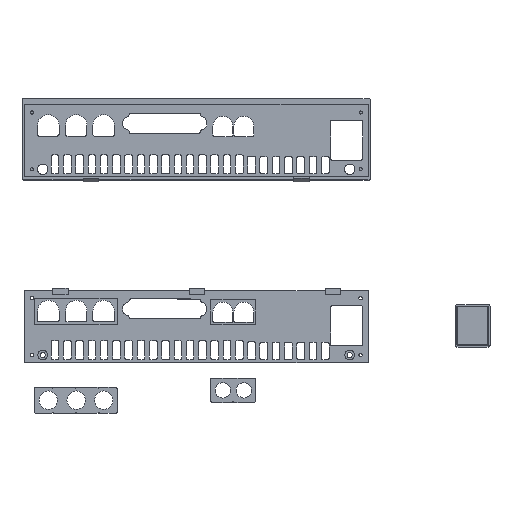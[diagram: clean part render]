
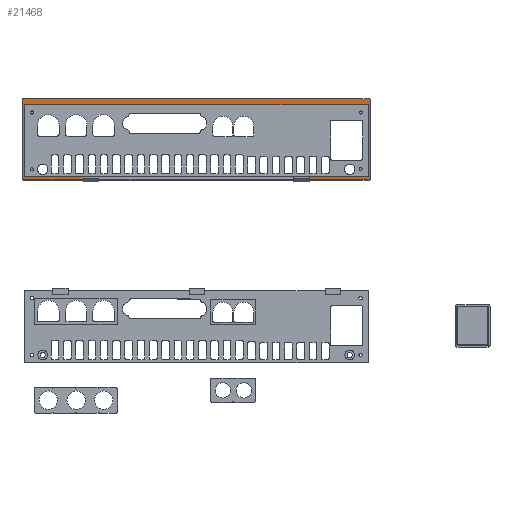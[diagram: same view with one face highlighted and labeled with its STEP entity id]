
A CAD part, top view. The second image highlights one B-rep face of the part: STEP entity #21468.
In plain terms, the highlighted planar face has unit normal (0, 0, 1).
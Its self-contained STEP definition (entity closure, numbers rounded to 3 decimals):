
#21329=CARTESIAN_POINT('',(238.,121.,2.));
#21330=DIRECTION('',(0.,0.,1.));
#21331=DIRECTION('',(1.,0.,0.));
#21332=AXIS2_PLACEMENT_3D('',#21329,#21330,#21331);
#21333=PLANE('',#21332);
#21334=CARTESIAN_POINT('',(465.,173.,2.));
#21335=VERTEX_POINT('',#21334);
#21336=CARTESIAN_POINT('',(464.,174.,2.));
#21337=VERTEX_POINT('',#21336);
#21338=CARTESIAN_POINT('',(464.,173.,2.));
#21339=DIRECTION('',(-0.,-0.,1.));
#21340=DIRECTION('',(-1.,0.,0.));
#21341=AXIS2_PLACEMENT_3D('',#21338,#21339,#21340);
#21342=CIRCLE('',#21341,1.);
#21343=EDGE_CURVE('',#21335,#21337,#21342,.T.);
#21344=ORIENTED_EDGE('',*,*,#21343,.T.);
#21345=CARTESIAN_POINT('',(239.,174.,2.));
#21346=VERTEX_POINT('',#21345);
#21347=CARTESIAN_POINT('',(239.,174.,2.));
#21348=DIRECTION('',(1.,0.,-0.));
#21349=VECTOR('',#21348,225.);
#21350=LINE('',#21347,#21349);
#21351=EDGE_CURVE('',#21346,#21337,#21350,.T.);
#21352=ORIENTED_EDGE('',*,*,#21351,.F.);
#21353=CARTESIAN_POINT('',(238.,173.,2.));
#21354=VERTEX_POINT('',#21353);
#21355=CARTESIAN_POINT('',(239.,173.,2.));
#21356=DIRECTION('',(-0.,-0.,1.));
#21357=DIRECTION('',(-1.,0.,0.));
#21358=AXIS2_PLACEMENT_3D('',#21355,#21356,#21357);
#21359=CIRCLE('',#21358,1.);
#21360=EDGE_CURVE('',#21346,#21354,#21359,.T.);
#21361=ORIENTED_EDGE('',*,*,#21360,.T.);
#21362=CARTESIAN_POINT('',(238.,122.,2.));
#21363=VERTEX_POINT('',#21362);
#21364=CARTESIAN_POINT('',(238.,122.,2.));
#21365=DIRECTION('',(0.,1.,0.));
#21366=VECTOR('',#21365,51.);
#21367=LINE('',#21364,#21366);
#21368=EDGE_CURVE('',#21363,#21354,#21367,.T.);
#21369=ORIENTED_EDGE('',*,*,#21368,.F.);
#21370=CARTESIAN_POINT('',(239.,121.,2.));
#21371=VERTEX_POINT('',#21370);
#21372=CARTESIAN_POINT('',(239.,122.,2.));
#21373=DIRECTION('',(-0.,-0.,1.));
#21374=DIRECTION('',(-1.,0.,0.));
#21375=AXIS2_PLACEMENT_3D('',#21372,#21373,#21374);
#21376=CIRCLE('',#21375,1.);
#21377=EDGE_CURVE('',#21363,#21371,#21376,.T.);
#21378=ORIENTED_EDGE('',*,*,#21377,.T.);
#21379=CARTESIAN_POINT('',(278.043,121.,2.));
#21380=VERTEX_POINT('',#21379);
#21381=CARTESIAN_POINT('',(278.043,121.,2.));
#21382=DIRECTION('',(-1.,-0.,0.));
#21383=VECTOR('',#21382,39.043);
#21384=LINE('',#21381,#21383);
#21385=EDGE_CURVE('',#21380,#21371,#21384,.T.);
#21386=ORIENTED_EDGE('',*,*,#21385,.F.);
#21387=CARTESIAN_POINT('',(278.043,122.965,2.));
#21388=VERTEX_POINT('',#21387);
#21389=CARTESIAN_POINT('',(278.043,122.965,2.));
#21390=DIRECTION('',(-0.,-1.,-0.));
#21391=VECTOR('',#21390,1.965);
#21392=LINE('',#21389,#21391);
#21393=EDGE_CURVE('',#21388,#21380,#21392,.T.);
#21394=ORIENTED_EDGE('',*,*,#21393,.F.);
#21395=CARTESIAN_POINT('',(239.5,122.965,2.));
#21396=VERTEX_POINT('',#21395);
#21397=CARTESIAN_POINT('',(278.043,122.965,2.));
#21398=DIRECTION('',(-1.,-0.,0.));
#21399=VECTOR('',#21398,38.543);
#21400=LINE('',#21397,#21399);
#21401=EDGE_CURVE('',#21388,#21396,#21400,.T.);
#21402=ORIENTED_EDGE('',*,*,#21401,.T.);
#21403=CARTESIAN_POINT('',(239.5,169.965,2.));
#21404=VERTEX_POINT('',#21403);
#21405=CARTESIAN_POINT('',(239.5,122.965,2.));
#21406=DIRECTION('',(0.,1.,0.));
#21407=VECTOR('',#21406,47.);
#21408=LINE('',#21405,#21407);
#21409=EDGE_CURVE('',#21396,#21404,#21408,.T.);
#21410=ORIENTED_EDGE('',*,*,#21409,.T.);
#21411=CARTESIAN_POINT('',(463.5,169.965,2.));
#21412=VERTEX_POINT('',#21411);
#21413=CARTESIAN_POINT('',(239.5,169.965,2.));
#21414=DIRECTION('',(1.,0.,-0.));
#21415=VECTOR('',#21414,224.);
#21416=LINE('',#21413,#21415);
#21417=EDGE_CURVE('',#21404,#21412,#21416,.T.);
#21418=ORIENTED_EDGE('',*,*,#21417,.T.);
#21419=CARTESIAN_POINT('',(463.5,122.965,2.));
#21420=VERTEX_POINT('',#21419);
#21421=CARTESIAN_POINT('',(463.5,169.965,2.));
#21422=DIRECTION('',(-0.,-1.,-0.));
#21423=VECTOR('',#21422,47.);
#21424=LINE('',#21421,#21423);
#21425=EDGE_CURVE('',#21412,#21420,#21424,.T.);
#21426=ORIENTED_EDGE('',*,*,#21425,.T.);
#21427=CARTESIAN_POINT('',(425.041,122.965,2.));
#21428=VERTEX_POINT('',#21427);
#21429=CARTESIAN_POINT('',(463.5,122.965,2.));
#21430=DIRECTION('',(-1.,-0.,0.));
#21431=VECTOR('',#21430,38.459);
#21432=LINE('',#21429,#21431);
#21433=EDGE_CURVE('',#21420,#21428,#21432,.T.);
#21434=ORIENTED_EDGE('',*,*,#21433,.T.);
#21435=CARTESIAN_POINT('',(425.041,121.,2.));
#21436=VERTEX_POINT('',#21435);
#21437=CARTESIAN_POINT('',(425.041,121.,2.));
#21438=DIRECTION('',(0.,1.,0.));
#21439=VECTOR('',#21438,1.965);
#21440=LINE('',#21437,#21439);
#21441=EDGE_CURVE('',#21436,#21428,#21440,.T.);
#21442=ORIENTED_EDGE('',*,*,#21441,.F.);
#21443=CARTESIAN_POINT('',(464.,121.,2.));
#21444=VERTEX_POINT('',#21443);
#21445=CARTESIAN_POINT('',(464.,121.,2.));
#21446=DIRECTION('',(-1.,-0.,0.));
#21447=VECTOR('',#21446,38.959);
#21448=LINE('',#21445,#21447);
#21449=EDGE_CURVE('',#21444,#21436,#21448,.T.);
#21450=ORIENTED_EDGE('',*,*,#21449,.F.);
#21451=CARTESIAN_POINT('',(465.,122.,2.));
#21452=VERTEX_POINT('',#21451);
#21453=CARTESIAN_POINT('',(464.,122.,2.));
#21454=DIRECTION('',(-0.,-0.,1.));
#21455=DIRECTION('',(-1.,0.,0.));
#21456=AXIS2_PLACEMENT_3D('',#21453,#21454,#21455);
#21457=CIRCLE('',#21456,1.);
#21458=EDGE_CURVE('',#21444,#21452,#21457,.T.);
#21459=ORIENTED_EDGE('',*,*,#21458,.T.);
#21460=CARTESIAN_POINT('',(465.,173.,2.));
#21461=DIRECTION('',(-0.,-1.,-0.));
#21462=VECTOR('',#21461,51.);
#21463=LINE('',#21460,#21462);
#21464=EDGE_CURVE('',#21335,#21452,#21463,.T.);
#21465=ORIENTED_EDGE('',*,*,#21464,.F.);
#21466=EDGE_LOOP('',(#21344,#21352,#21361,#21369,#21378,#21386,#21394,#21402,#21410,#21418,#21426,#21434,#21442,#21450,#21459,#21465));
#21467=FACE_BOUND('',#21466,.T.);
#21468=ADVANCED_FACE('',(#21467),#21333,.T.);
